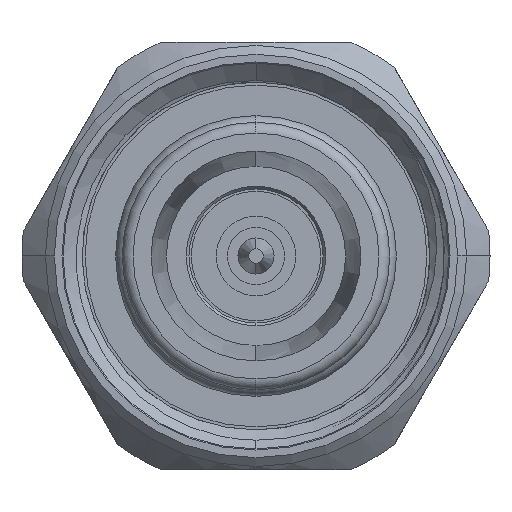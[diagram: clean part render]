
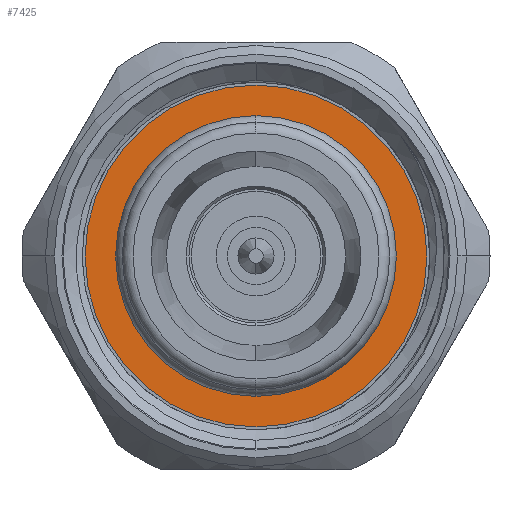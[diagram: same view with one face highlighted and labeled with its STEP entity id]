
A CAD part, left-side view. The second image highlights one B-rep face of the part: STEP entity #7425.
In plain terms, the highlighted planar face has unit normal (-1, 0, 0).
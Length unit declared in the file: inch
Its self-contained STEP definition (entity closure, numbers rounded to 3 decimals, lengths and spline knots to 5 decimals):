
#18 = VERTEX_POINT ( 'NONE', #4190 ) ;
#278 = DIRECTION ( 'NONE',  ( -1., 0., 0. ) ) ;
#330 = CIRCLE ( 'NONE', #5103, 0.1889 ) ;
#760 = EDGE_LOOP ( 'NONE', ( #4118, #3859 ) ) ;
#913 = CARTESIAN_POINT ( 'NONE',  ( 0.33071, 0.25162, 0. ) ) ;
#1038 = CARTESIAN_POINT ( 'NONE',  ( 0.33071, 0., 0.1889 ) ) ;
#1487 = DIRECTION ( 'NONE',  ( 0., 0., 1. ) ) ;
#1672 = DIRECTION ( 'NONE',  ( 1., 0., 0. ) ) ;
#1676 = DIRECTION ( 'NONE',  ( 0., 0., 1. ) ) ;
#1967 = AXIS2_PLACEMENT_3D ( 'NONE', #6882, #4901, #1676 ) ;
#2161 = CARTESIAN_POINT ( 'NONE',  ( 0.33071, 0., 0.25162 ) ) ;
#2243 = CARTESIAN_POINT ( 'NONE',  ( 0.33071, 0., 0. ) ) ;
#2293 = DIRECTION ( 'NONE',  ( 0., 0., 1. ) ) ;
#2863 = EDGE_CURVE ( 'NONE', #18, #5663, #6171, .T. ) ;
#3080 = EDGE_CURVE ( 'NONE', #3933, #7033, #5336, .T. ) ;
#3368 = DIRECTION ( 'NONE',  ( -1., 0., 0. ) ) ;
#3859 = ORIENTED_EDGE ( 'NONE', *, *, #7789, .F. ) ;
#3887 = AXIS2_PLACEMENT_3D ( 'NONE', #913, #1672, #6877 ) ;
#3929 = EDGE_CURVE ( 'NONE', #5663, #18, #7957, .T. ) ;
#3933 = VERTEX_POINT ( 'NONE', #1038 ) ;
#4118 = ORIENTED_EDGE ( 'NONE', *, *, #3080, .F. ) ;
#4190 = CARTESIAN_POINT ( 'NONE',  ( 0.33071, 0., -0.25162 ) ) ;
#4265 = PLANE ( 'NONE',  #3887 ) ;
#4879 = ORIENTED_EDGE ( 'NONE', *, *, #3929, .T. ) ;
#4896 = FACE_BOUND ( 'NONE', #760, .T. ) ;
#4901 = DIRECTION ( 'NONE',  ( -1., 0., 0. ) ) ;
#4922 = AXIS2_PLACEMENT_3D ( 'NONE', #5598, #6842, #8201 ) ;
#5103 = AXIS2_PLACEMENT_3D ( 'NONE', #8091, #278, #2293 ) ;
#5336 = CIRCLE ( 'NONE', #4922, 0.1889 ) ;
#5474 = AXIS2_PLACEMENT_3D ( 'NONE', #2243, #3368, #1487 ) ;
#5598 = CARTESIAN_POINT ( 'NONE',  ( 0.33071, 0., 0. ) ) ;
#5663 = VERTEX_POINT ( 'NONE', #2161 ) ;
#6171 = CIRCLE ( 'NONE', #5474, 0.25162 ) ;
#6239 = FACE_OUTER_BOUND ( 'NONE', #7453, .T. ) ;
#6842 = DIRECTION ( 'NONE',  ( -1., 0., 0. ) ) ;
#6877 = DIRECTION ( 'NONE',  ( 0., 0., -1. ) ) ;
#6882 = CARTESIAN_POINT ( 'NONE',  ( 0.33071, 0., 0. ) ) ;
#7033 = VERTEX_POINT ( 'NONE', #7877 ) ;
#7107 = ORIENTED_EDGE ( 'NONE', *, *, #2863, .T. ) ;
#7425 = ADVANCED_FACE ( 'NONE', ( #4896, #6239 ), #4265, .F. ) ;
#7453 = EDGE_LOOP ( 'NONE', ( #4879, #7107 ) ) ;
#7789 = EDGE_CURVE ( 'NONE', #7033, #3933, #330, .T. ) ;
#7877 = CARTESIAN_POINT ( 'NONE',  ( 0.33071, 0., -0.1889 ) ) ;
#7957 = CIRCLE ( 'NONE', #1967, 0.25162 ) ;
#8091 = CARTESIAN_POINT ( 'NONE',  ( 0.33071, 0., 0. ) ) ;
#8201 = DIRECTION ( 'NONE',  ( 0., 0., 1. ) ) ;
